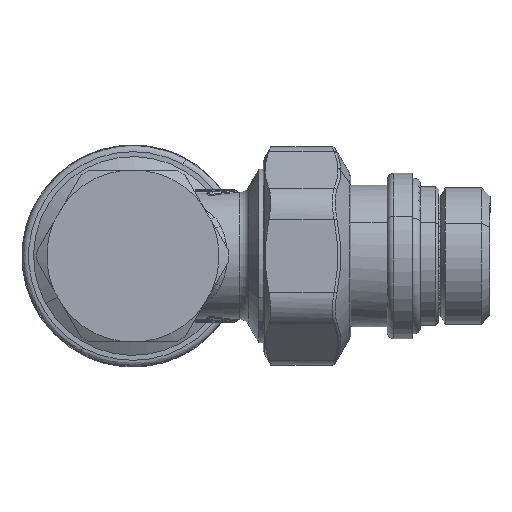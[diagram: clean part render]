
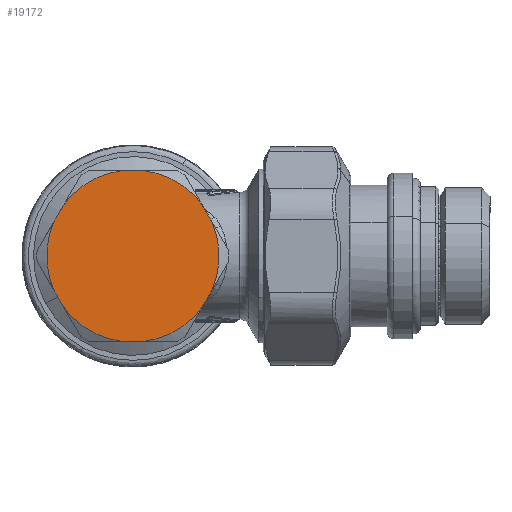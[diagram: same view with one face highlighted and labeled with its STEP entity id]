
A CAD part, front view. The second image highlights one B-rep face of the part: STEP entity #19172.
In plain terms, the highlighted planar face has unit normal (0, -1, 0).
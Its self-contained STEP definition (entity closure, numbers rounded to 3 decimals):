
#14227=CARTESIAN_POINT('Axis2P3D Location',(0.,-23.,0.)) ;
#14231=CARTESIAN_POINT('Vertex',(0.99,-23.,12.9)) ;
#14233=CARTESIAN_POINT('Vertex',(-0.99,-23.,12.9)) ;
#14409=CARTESIAN_POINT('Vertex',(-10.367,-23.,7.844)) ;
#14412=CARTESIAN_POINT('Axis2P3D Location',(0.,-23.,0.)) ;
#14416=CARTESIAN_POINT('Vertex',(-1.609,-23.,12.9)) ;
#14435=CARTESIAN_POINT('Axis2P3D Location',(0.,-23.,0.)) ;
#14439=CARTESIAN_POINT('Vertex',(-10.677,-23.,7.307)) ;
#14441=CARTESIAN_POINT('Vertex',(-11.667,-23.,5.593)) ;
#16785=CARTESIAN_POINT('Axis2P3D Location',(0.,-23.,0.)) ;
#16789=CARTESIAN_POINT('Vertex',(-0.99,-23.,-12.9)) ;
#16791=CARTESIAN_POINT('Vertex',(0.99,-23.,-12.9)) ;
#18641=CARTESIAN_POINT('Vertex',(10.367,-23.,-7.844)) ;
#18644=CARTESIAN_POINT('Axis2P3D Location',(0.,-23.,0.)) ;
#18648=CARTESIAN_POINT('Vertex',(1.609,-23.,-12.9)) ;
#18667=CARTESIAN_POINT('Axis2P3D Location',(0.,-23.,0.)) ;
#18671=CARTESIAN_POINT('Vertex',(10.677,-23.,-7.307)) ;
#18673=CARTESIAN_POINT('Vertex',(11.667,-23.,-5.593)) ;
#18773=CARTESIAN_POINT('Vertex',(1.609,-23.,12.9)) ;
#18776=CARTESIAN_POINT('Axis2P3D Location',(0.,-23.,0.)) ;
#18780=CARTESIAN_POINT('Vertex',(10.367,-23.,7.844)) ;
#18855=CARTESIAN_POINT('Vertex',(11.976,-23.,-5.056)) ;
#18864=CARTESIAN_POINT('Vertex',(11.976,-23.,5.056)) ;
#18867=CARTESIAN_POINT('Axis2P3D Location',(0.,-23.,0.)) ;
#18887=CARTESIAN_POINT('Vertex',(11.354,-23.,6.203)) ;
#18890=CARTESIAN_POINT('Axis2P3D Location',(0.,-23.,0.)) ;
#18894=CARTESIAN_POINT('Vertex',(11.667,-23.,5.593)) ;
#18909=CARTESIAN_POINT('Axis2P3D Location',(0.,-23.,0.)) ;
#18913=CARTESIAN_POINT('Vertex',(10.677,-23.,7.307)) ;
#18941=CARTESIAN_POINT('Vertex',(-1.609,-23.,-12.9)) ;
#18944=CARTESIAN_POINT('Axis2P3D Location',(0.,-23.,0.)) ;
#18948=CARTESIAN_POINT('Vertex',(-10.367,-23.,-7.844)) ;
#19037=CARTESIAN_POINT('Vertex',(-11.976,-23.,5.056)) ;
#19046=CARTESIAN_POINT('Vertex',(-11.976,-23.,-5.056)) ;
#19049=CARTESIAN_POINT('Axis2P3D Location',(0.,-23.,0.)) ;
#19063=CARTESIAN_POINT('Axis2P3D Location',(-13.,-23.,0.)) ;
#19068=CARTESIAN_POINT('Line Origine',(10.522,-23.,7.575)) ;
#19073=CARTESIAN_POINT('Line Origine',(1.3,-23.,12.9)) ;
#19078=CARTESIAN_POINT('Line Origine',(-1.3,-23.,12.9)) ;
#19083=CARTESIAN_POINT('Line Origine',(-10.522,-23.,7.575)) ;
#19088=CARTESIAN_POINT('Line Origine',(-11.822,-23.,5.325)) ;
#19093=CARTESIAN_POINT('Line Origine',(-11.822,-23.,-5.325)) ;
#19097=CARTESIAN_POINT('Vertex',(-11.667,-23.,-5.593)) ;
#19100=CARTESIAN_POINT('Axis2P3D Location',(0.,-23.,0.)) ;
#19104=CARTESIAN_POINT('Vertex',(-11.354,-23.,-6.203)) ;
#19107=CARTESIAN_POINT('Axis2P3D Location',(0.,-23.,0.)) ;
#19111=CARTESIAN_POINT('Vertex',(-10.677,-23.,-7.307)) ;
#19114=CARTESIAN_POINT('Line Origine',(-10.522,-23.,-7.575)) ;
#19119=CARTESIAN_POINT('Line Origine',(-1.3,-23.,-12.9)) ;
#19124=CARTESIAN_POINT('Line Origine',(1.3,-23.,-12.9)) ;
#19129=CARTESIAN_POINT('Line Origine',(10.522,-23.,-7.575)) ;
#19134=CARTESIAN_POINT('Line Origine',(11.822,-23.,-5.325)) ;
#19139=CARTESIAN_POINT('Line Origine',(11.822,-23.,5.325)) ;
#14228=DIRECTION('Axis2P3D Direction',(0.,-1.,0.)) ;
#14413=DIRECTION('Axis2P3D Direction',(0.,1.,-0.)) ;
#14436=DIRECTION('Axis2P3D Direction',(0.,-1.,0.)) ;
#16786=DIRECTION('Axis2P3D Direction',(0.,-1.,0.)) ;
#18645=DIRECTION('Axis2P3D Direction',(0.,1.,-0.)) ;
#18668=DIRECTION('Axis2P3D Direction',(0.,-1.,0.)) ;
#18777=DIRECTION('Axis2P3D Direction',(0.,1.,-0.)) ;
#18868=DIRECTION('Axis2P3D Direction',(0.,1.,-0.)) ;
#18891=DIRECTION('Axis2P3D Direction',(0.,-1.,0.)) ;
#18910=DIRECTION('Axis2P3D Direction',(0.,-1.,0.)) ;
#18945=DIRECTION('Axis2P3D Direction',(0.,1.,-0.)) ;
#19050=DIRECTION('Axis2P3D Direction',(0.,1.,-0.)) ;
#19064=DIRECTION('Axis2P3D Direction',(0.,-1.,0.)) ;
#19065=DIRECTION('Axis2P3D XDirection',(1.,0.,0.)) ;
#19069=DIRECTION('Vector Direction',(-0.5,0.,0.866)) ;
#19074=DIRECTION('Vector Direction',(1.,0.,0.)) ;
#19079=DIRECTION('Vector Direction',(1.,0.,0.)) ;
#19084=DIRECTION('Vector Direction',(0.5,0.,0.866)) ;
#19089=DIRECTION('Vector Direction',(0.5,0.,0.866)) ;
#19094=DIRECTION('Vector Direction',(0.5,0.,-0.866)) ;
#19101=DIRECTION('Axis2P3D Direction',(0.,-1.,0.)) ;
#19108=DIRECTION('Axis2P3D Direction',(0.,-1.,0.)) ;
#19115=DIRECTION('Vector Direction',(0.5,0.,-0.866)) ;
#19120=DIRECTION('Vector Direction',(-1.,0.,0.)) ;
#19125=DIRECTION('Vector Direction',(-1.,0.,0.)) ;
#19130=DIRECTION('Vector Direction',(-0.5,0.,-0.866)) ;
#19135=DIRECTION('Vector Direction',(-0.5,0.,-0.866)) ;
#19140=DIRECTION('Vector Direction',(-0.5,0.,0.866)) ;
#14229=AXIS2_PLACEMENT_3D('Circle Axis2P3D',#14227,#14228,$) ;
#14414=AXIS2_PLACEMENT_3D('Circle Axis2P3D',#14412,#14413,$) ;
#14437=AXIS2_PLACEMENT_3D('Circle Axis2P3D',#14435,#14436,$) ;
#16787=AXIS2_PLACEMENT_3D('Circle Axis2P3D',#16785,#16786,$) ;
#18646=AXIS2_PLACEMENT_3D('Circle Axis2P3D',#18644,#18645,$) ;
#18669=AXIS2_PLACEMENT_3D('Circle Axis2P3D',#18667,#18668,$) ;
#18778=AXIS2_PLACEMENT_3D('Circle Axis2P3D',#18776,#18777,$) ;
#18869=AXIS2_PLACEMENT_3D('Circle Axis2P3D',#18867,#18868,$) ;
#18892=AXIS2_PLACEMENT_3D('Circle Axis2P3D',#18890,#18891,$) ;
#18911=AXIS2_PLACEMENT_3D('Circle Axis2P3D',#18909,#18910,$) ;
#18946=AXIS2_PLACEMENT_3D('Circle Axis2P3D',#18944,#18945,$) ;
#19051=AXIS2_PLACEMENT_3D('Circle Axis2P3D',#19049,#19050,$) ;
#19066=AXIS2_PLACEMENT_3D('Plane Axis2P3D',#19063,#19064,#19065) ;
#19102=AXIS2_PLACEMENT_3D('Circle Axis2P3D',#19100,#19101,$) ;
#19109=AXIS2_PLACEMENT_3D('Circle Axis2P3D',#19107,#19108,$) ;
#19145=ORIENTED_EDGE('',*,*,#19072,.T.) ;
#19146=ORIENTED_EDGE('',*,*,#18782,.T.) ;
#19147=ORIENTED_EDGE('',*,*,#19077,.F.) ;
#19148=ORIENTED_EDGE('',*,*,#14235,.T.) ;
#19149=ORIENTED_EDGE('',*,*,#19082,.F.) ;
#19150=ORIENTED_EDGE('',*,*,#14418,.T.) ;
#19151=ORIENTED_EDGE('',*,*,#19087,.F.) ;
#19152=ORIENTED_EDGE('',*,*,#14443,.T.) ;
#19153=ORIENTED_EDGE('',*,*,#19092,.F.) ;
#19154=ORIENTED_EDGE('',*,*,#19053,.T.) ;
#19155=ORIENTED_EDGE('',*,*,#19099,.T.) ;
#19156=ORIENTED_EDGE('',*,*,#19106,.T.) ;
#19157=ORIENTED_EDGE('',*,*,#19113,.T.) ;
#19158=ORIENTED_EDGE('',*,*,#19118,.T.) ;
#19159=ORIENTED_EDGE('',*,*,#18950,.T.) ;
#19160=ORIENTED_EDGE('',*,*,#19123,.F.) ;
#19161=ORIENTED_EDGE('',*,*,#16793,.T.) ;
#19162=ORIENTED_EDGE('',*,*,#19128,.F.) ;
#19163=ORIENTED_EDGE('',*,*,#18650,.T.) ;
#19164=ORIENTED_EDGE('',*,*,#19133,.F.) ;
#19165=ORIENTED_EDGE('',*,*,#18675,.T.) ;
#19166=ORIENTED_EDGE('',*,*,#19138,.F.) ;
#19167=ORIENTED_EDGE('',*,*,#18871,.T.) ;
#19168=ORIENTED_EDGE('',*,*,#19143,.T.) ;
#19169=ORIENTED_EDGE('',*,*,#18896,.T.) ;
#19170=ORIENTED_EDGE('',*,*,#18915,.T.) ;
#19070=VECTOR('Line Direction',#19069,1.) ;
#19075=VECTOR('Line Direction',#19074,1.) ;
#19080=VECTOR('Line Direction',#19079,1.) ;
#19085=VECTOR('Line Direction',#19084,1.) ;
#19090=VECTOR('Line Direction',#19089,1.) ;
#19095=VECTOR('Line Direction',#19094,1.) ;
#19116=VECTOR('Line Direction',#19115,1.) ;
#19121=VECTOR('Line Direction',#19120,1.) ;
#19126=VECTOR('Line Direction',#19125,1.) ;
#19131=VECTOR('Line Direction',#19130,1.) ;
#19136=VECTOR('Line Direction',#19135,1.) ;
#19141=VECTOR('Line Direction',#19140,1.) ;
#19172=ADVANCED_FACE('PartBody',(#19171),#19067,.T.) ;
#14230=CIRCLE('generated circle',#14229,12.938) ;
#14415=CIRCLE('generated circle',#14414,13.) ;
#14438=CIRCLE('generated circle',#14437,12.938) ;
#16788=CIRCLE('generated circle',#16787,12.938) ;
#18647=CIRCLE('generated circle',#18646,13.) ;
#18670=CIRCLE('generated circle',#18669,12.938) ;
#18779=CIRCLE('generated circle',#18778,13.) ;
#18870=CIRCLE('generated circle',#18869,13.) ;
#18893=CIRCLE('generated circle',#18892,12.938) ;
#18912=CIRCLE('generated circle',#18911,12.938) ;
#18947=CIRCLE('generated circle',#18946,13.) ;
#19052=CIRCLE('generated circle',#19051,13.) ;
#19103=CIRCLE('generated circle',#19102,12.938) ;
#19110=CIRCLE('generated circle',#19109,12.938) ;
#14235=EDGE_CURVE('',#14232,#14234,#14230,.T.) ;
#14418=EDGE_CURVE('',#14417,#14410,#14415,.F.) ;
#14443=EDGE_CURVE('',#14440,#14442,#14438,.T.) ;
#16793=EDGE_CURVE('',#16790,#16792,#16788,.T.) ;
#18650=EDGE_CURVE('',#18649,#18642,#18647,.F.) ;
#18675=EDGE_CURVE('',#18672,#18674,#18670,.T.) ;
#18782=EDGE_CURVE('',#18781,#18774,#18779,.F.) ;
#18871=EDGE_CURVE('',#18856,#18865,#18870,.F.) ;
#18896=EDGE_CURVE('',#18895,#18888,#18893,.T.) ;
#18915=EDGE_CURVE('',#18888,#18914,#18912,.T.) ;
#18950=EDGE_CURVE('',#18949,#18942,#18947,.F.) ;
#19053=EDGE_CURVE('',#19038,#19047,#19052,.F.) ;
#19072=EDGE_CURVE('',#18914,#18781,#19071,.T.) ;
#19077=EDGE_CURVE('',#14232,#18774,#19076,.T.) ;
#19082=EDGE_CURVE('',#14417,#14234,#19081,.T.) ;
#19087=EDGE_CURVE('',#14440,#14410,#19086,.T.) ;
#19092=EDGE_CURVE('',#19038,#14442,#19091,.T.) ;
#19099=EDGE_CURVE('',#19047,#19098,#19096,.T.) ;
#19106=EDGE_CURVE('',#19098,#19105,#19103,.T.) ;
#19113=EDGE_CURVE('',#19105,#19112,#19110,.T.) ;
#19118=EDGE_CURVE('',#19112,#18949,#19117,.T.) ;
#19123=EDGE_CURVE('',#16790,#18942,#19122,.T.) ;
#19128=EDGE_CURVE('',#18649,#16792,#19127,.T.) ;
#19133=EDGE_CURVE('',#18672,#18642,#19132,.T.) ;
#19138=EDGE_CURVE('',#18856,#18674,#19137,.T.) ;
#19143=EDGE_CURVE('',#18865,#18895,#19142,.T.) ;
#19144=EDGE_LOOP('',(#19145,#19146,#19147,#19148,#19149,#19150,#19151,#19152,#19153,#19154,#19155,#19156,#19157,#19158,#19159,#19160,#19161,#19162,#19163,#19164,#19165,#19166,#19167,#19168,#19169,#19170)) ;
#19171=FACE_OUTER_BOUND('',#19144,.T.) ;
#19071=LINE('Line',#19068,#19070) ;
#19076=LINE('Line',#19073,#19075) ;
#19081=LINE('Line',#19078,#19080) ;
#19086=LINE('Line',#19083,#19085) ;
#19091=LINE('Line',#19088,#19090) ;
#19096=LINE('Line',#19093,#19095) ;
#19117=LINE('Line',#19114,#19116) ;
#19122=LINE('Line',#19119,#19121) ;
#19127=LINE('Line',#19124,#19126) ;
#19132=LINE('Line',#19129,#19131) ;
#19137=LINE('Line',#19134,#19136) ;
#19142=LINE('Line',#19139,#19141) ;
#19067=PLANE('',#19066) ;
#14232=VERTEX_POINT('',#14231) ;
#14234=VERTEX_POINT('',#14233) ;
#14410=VERTEX_POINT('',#14409) ;
#14417=VERTEX_POINT('',#14416) ;
#14440=VERTEX_POINT('',#14439) ;
#14442=VERTEX_POINT('',#14441) ;
#16790=VERTEX_POINT('',#16789) ;
#16792=VERTEX_POINT('',#16791) ;
#18642=VERTEX_POINT('',#18641) ;
#18649=VERTEX_POINT('',#18648) ;
#18672=VERTEX_POINT('',#18671) ;
#18674=VERTEX_POINT('',#18673) ;
#18774=VERTEX_POINT('',#18773) ;
#18781=VERTEX_POINT('',#18780) ;
#18856=VERTEX_POINT('',#18855) ;
#18865=VERTEX_POINT('',#18864) ;
#18888=VERTEX_POINT('',#18887) ;
#18895=VERTEX_POINT('',#18894) ;
#18914=VERTEX_POINT('',#18913) ;
#18942=VERTEX_POINT('',#18941) ;
#18949=VERTEX_POINT('',#18948) ;
#19038=VERTEX_POINT('',#19037) ;
#19047=VERTEX_POINT('',#19046) ;
#19098=VERTEX_POINT('',#19097) ;
#19105=VERTEX_POINT('',#19104) ;
#19112=VERTEX_POINT('',#19111) ;
